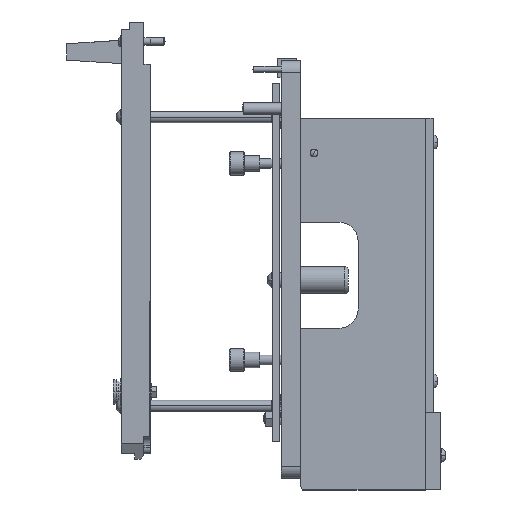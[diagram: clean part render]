
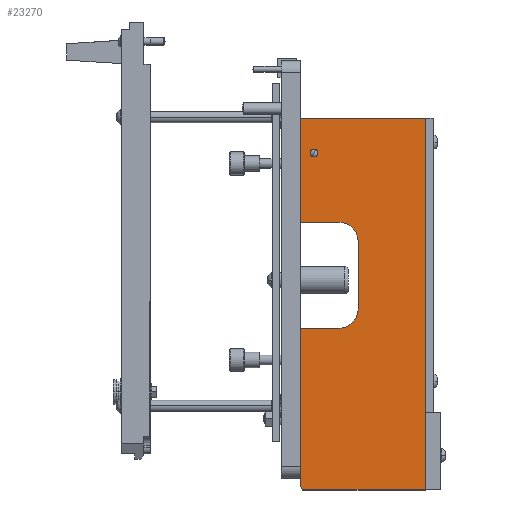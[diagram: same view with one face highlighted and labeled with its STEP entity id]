
A CAD part, left-side view. The second image highlights one B-rep face of the part: STEP entity #23270.
In plain terms, the highlighted face is planar.
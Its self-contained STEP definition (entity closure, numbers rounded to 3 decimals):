
#814 = EDGE_LOOP ( 'NONE', ( #8810, #31710, #30321, #30800, #47506, #27631, #47781, #49728, #33121, #35108, #32180 ) ) ;
#1802 = VERTEX_POINT ( 'NONE', #29915 ) ;
#1928 = CARTESIAN_POINT ( 'NONE',  ( 5., 0., 96.5 ) ) ;
#2217 = CARTESIAN_POINT ( 'NONE',  ( 5., 57.9, -78.5 ) ) ;
#2646 = CARTESIAN_POINT ( 'NONE',  ( 5., 65., -42.5 ) ) ;
#3448 = CARTESIAN_POINT ( 'NONE',  ( 5., 45., 2.5 ) ) ;
#3578 = VERTEX_POINT ( 'NONE', #5694 ) ;
#4188 = VECTOR ( 'NONE', #38962, 1000. ) ;
#4216 = VECTOR ( 'NONE', #45272, 1000. ) ;
#4336 = LINE ( 'NONE', #43230, #4188 ) ;
#5096 = VERTEX_POINT ( 'NONE', #29788 ) ;
#5283 = DIRECTION ( 'NONE',  ( -1., 0., 0. ) ) ;
#5648 = CARTESIAN_POINT ( 'NONE',  ( 5., 65., 94.5 ) ) ;
#5694 = CARTESIAN_POINT ( 'NONE',  ( 5., 65., 12.5 ) ) ;
#6944 = CARTESIAN_POINT ( 'NONE',  ( 5., 35., 2.5 ) ) ;
#8810 = ORIENTED_EDGE ( 'NONE', *, *, #27542, .F. ) ;
#9922 = CARTESIAN_POINT ( 'NONE',  ( 5., 57.9, -76.5 ) ) ;
#9969 = VERTEX_POINT ( 'NONE', #46723 ) ;
#10355 = VECTOR ( 'NONE', #31018, 1000. ) ;
#11189 = DIRECTION ( 'NONE',  ( 0., 1., 0. ) ) ;
#11242 = CARTESIAN_POINT ( 'NONE',  ( 5., 0., 96.5 ) ) ;
#11607 = EDGE_CURVE ( 'NONE', #9969, #26744, #15021, .T. ) ;
#12156 = CIRCLE ( 'NONE', #35501, 10. ) ;
#13161 = VERTEX_POINT ( 'NONE', #2646 ) ;
#13359 = VERTEX_POINT ( 'NONE', #21741 ) ;
#13371 = CARTESIAN_POINT ( 'NONE',  ( 5., 45., -32.5 ) ) ;
#14367 = DIRECTION ( 'NONE',  ( -1., 0., 0. ) ) ;
#14924 = FACE_OUTER_BOUND ( 'NONE', #814, .T. ) ;
#15021 = LINE ( 'NONE', #6944, #27610 ) ;
#16428 = EDGE_CURVE ( 'NONE', #29838, #43379, #45046, .T. ) ;
#16762 = EDGE_CURVE ( 'NONE', #40595, #1802, #36300, .T. ) ;
#16812 = CARTESIAN_POINT ( 'NONE',  ( 5., 65., -96.5 ) ) ;
#16987 = EDGE_CURVE ( 'NONE', #5096, #9969, #12156, .T. ) ;
#17371 = EDGE_CURVE ( 'NONE', #38141, #1802, #35957, .T. ) ;
#17379 = DIRECTION ( 'NONE',  ( 0., 0., -1. ) ) ;
#17573 = AXIS2_PLACEMENT_3D ( 'NONE', #22255, #45735, #37668 ) ;
#17590 = CARTESIAN_POINT ( 'NONE',  ( 5., 65., 94.5 ) ) ;
#18191 = EDGE_CURVE ( 'NONE', #26744, #13359, #21992, .T. ) ;
#18213 = LINE ( 'NONE', #21281, #4216 ) ;
#18348 = DIRECTION ( 'NONE',  ( 1., 0., 0. ) ) ;
#19161 = CARTESIAN_POINT ( 'NONE',  ( 5., 65., 96.5 ) ) ;
#19736 = EDGE_CURVE ( 'NONE', #13359, #13161, #42027, .T. ) ;
#19789 = EDGE_LOOP ( 'NONE', ( #40811, #22248 ) ) ;
#19933 = VECTOR ( 'NONE', #37915, 1000. ) ;
#20046 = CARTESIAN_POINT ( 'NONE',  ( 5., 35., -32.5 ) ) ;
#20445 = DIRECTION ( 'NONE',  ( 1., 0., 0. ) ) ;
#20518 = EDGE_CURVE ( 'NONE', #43379, #29838, #39210, .T. ) ;
#20644 = AXIS2_PLACEMENT_3D ( 'NONE', #2217, #5283, #32029 ) ;
#21281 = CARTESIAN_POINT ( 'NONE',  ( 5., 65., 96.5 ) ) ;
#21741 = CARTESIAN_POINT ( 'NONE',  ( 5., 45., -42.5 ) ) ;
#21938 = CARTESIAN_POINT ( 'NONE',  ( 5., 65., -96.5 ) ) ;
#21992 = CIRCLE ( 'NONE', #47803, 10. ) ;
#22153 = DIRECTION ( 'NONE',  ( 0., 0., -1. ) ) ;
#22248 = ORIENTED_EDGE ( 'NONE', *, *, #16428, .T. ) ;
#22255 = CARTESIAN_POINT ( 'NONE',  ( 5., 65., 96.5 ) ) ;
#22496 = LINE ( 'NONE', #19161, #19933 ) ;
#23270 = ADVANCED_FACE ( 'NONE', ( #41717, #14924 ), #26497, .F. ) ;
#23811 = EDGE_CURVE ( 'NONE', #28607, #40595, #26937, .T. ) ;
#24820 = DIRECTION ( 'NONE',  ( 0., -0.5, 0.866 ) ) ;
#25566 = CARTESIAN_POINT ( 'NONE',  ( 5., 57.9, -80.5 ) ) ;
#26497 = PLANE ( 'NONE',  #17573 ) ;
#26744 = VERTEX_POINT ( 'NONE', #20046 ) ;
#26937 = LINE ( 'NONE', #45929, #10355 ) ;
#27542 = EDGE_CURVE ( 'NONE', #29547, #3578, #22496, .T. ) ;
#27610 = VECTOR ( 'NONE', #44856, 1000. ) ;
#27631 = ORIENTED_EDGE ( 'NONE', *, *, #34621, .F. ) ;
#28607 = VERTEX_POINT ( 'NONE', #34720 ) ;
#29547 = VERTEX_POINT ( 'NONE', #17590 ) ;
#29689 = AXIS2_PLACEMENT_3D ( 'NONE', #33532, #14367, #29761 ) ;
#29761 = DIRECTION ( 'NONE',  ( 0., 0., 1. ) ) ;
#29788 = CARTESIAN_POINT ( 'NONE',  ( 5., 45., 12.5 ) ) ;
#29838 = VERTEX_POINT ( 'NONE', #25566 ) ;
#29915 = CARTESIAN_POINT ( 'NONE',  ( 5., 0., -96.5 ) ) ;
#30321 = ORIENTED_EDGE ( 'NONE', *, *, #23811, .T. ) ;
#30800 = ORIENTED_EDGE ( 'NONE', *, *, #16762, .T. ) ;
#31018 = DIRECTION ( 'NONE',  ( 0., -1., 0. ) ) ;
#31710 = ORIENTED_EDGE ( 'NONE', *, *, #39304, .T. ) ;
#32029 = DIRECTION ( 'NONE',  ( 0., 0., 1. ) ) ;
#32180 = ORIENTED_EDGE ( 'NONE', *, *, #49283, .F. ) ;
#32183 = DIRECTION ( 'NONE',  ( 0., -1., 0. ) ) ;
#32423 = LINE ( 'NONE', #5648, #43608 ) ;
#33121 = ORIENTED_EDGE ( 'NONE', *, *, #11607, .F. ) ;
#33532 = CARTESIAN_POINT ( 'NONE',  ( 5., 57.9, -78.5 ) ) ;
#33720 = VECTOR ( 'NONE', #17379, 1000. ) ;
#34621 = EDGE_CURVE ( 'NONE', #13161, #38141, #18213, .T. ) ;
#34720 = CARTESIAN_POINT ( 'NONE',  ( 5., 63.845, 96.5 ) ) ;
#35108 = ORIENTED_EDGE ( 'NONE', *, *, #16987, .F. ) ;
#35501 = AXIS2_PLACEMENT_3D ( 'NONE', #3448, #18348, #22153 ) ;
#35587 = DIRECTION ( 'NONE',  ( 0., 0., -1. ) ) ;
#35957 = LINE ( 'NONE', #16812, #41299 ) ;
#36300 = LINE ( 'NONE', #1928, #33720 ) ;
#37668 = DIRECTION ( 'NONE',  ( 0., 0., 1. ) ) ;
#37735 = CARTESIAN_POINT ( 'NONE',  ( 5., 65., -42.5 ) ) ;
#37915 = DIRECTION ( 'NONE',  ( 0., 0., -1. ) ) ;
#38141 = VERTEX_POINT ( 'NONE', #21938 ) ;
#38962 = DIRECTION ( 'NONE',  ( 0., -1., 0. ) ) ;
#39210 = CIRCLE ( 'NONE', #20644, 2. ) ;
#39304 = EDGE_CURVE ( 'NONE', #29547, #28607, #32423, .T. ) ;
#40595 = VERTEX_POINT ( 'NONE', #11242 ) ;
#40811 = ORIENTED_EDGE ( 'NONE', *, *, #20518, .T. ) ;
#41299 = VECTOR ( 'NONE', #32183, 1000. ) ;
#41717 = FACE_BOUND ( 'NONE', #19789, .T. ) ;
#42027 = LINE ( 'NONE', #37735, #44013 ) ;
#43230 = CARTESIAN_POINT ( 'NONE',  ( 5., 65., 12.5 ) ) ;
#43379 = VERTEX_POINT ( 'NONE', #9922 ) ;
#43608 = VECTOR ( 'NONE', #24820, 1000. ) ;
#44013 = VECTOR ( 'NONE', #11189, 1000. ) ;
#44856 = DIRECTION ( 'NONE',  ( 0., 0., -1. ) ) ;
#45046 = CIRCLE ( 'NONE', #29689, 2. ) ;
#45272 = DIRECTION ( 'NONE',  ( 0., 0., -1. ) ) ;
#45735 = DIRECTION ( 'NONE',  ( -1., 0., 0. ) ) ;
#45929 = CARTESIAN_POINT ( 'NONE',  ( 5., 65., 96.5 ) ) ;
#46723 = CARTESIAN_POINT ( 'NONE',  ( 5., 35., 2.5 ) ) ;
#47506 = ORIENTED_EDGE ( 'NONE', *, *, #17371, .F. ) ;
#47781 = ORIENTED_EDGE ( 'NONE', *, *, #19736, .F. ) ;
#47803 = AXIS2_PLACEMENT_3D ( 'NONE', #13371, #20445, #35587 ) ;
#49283 = EDGE_CURVE ( 'NONE', #3578, #5096, #4336, .T. ) ;
#49728 = ORIENTED_EDGE ( 'NONE', *, *, #18191, .F. ) ;
